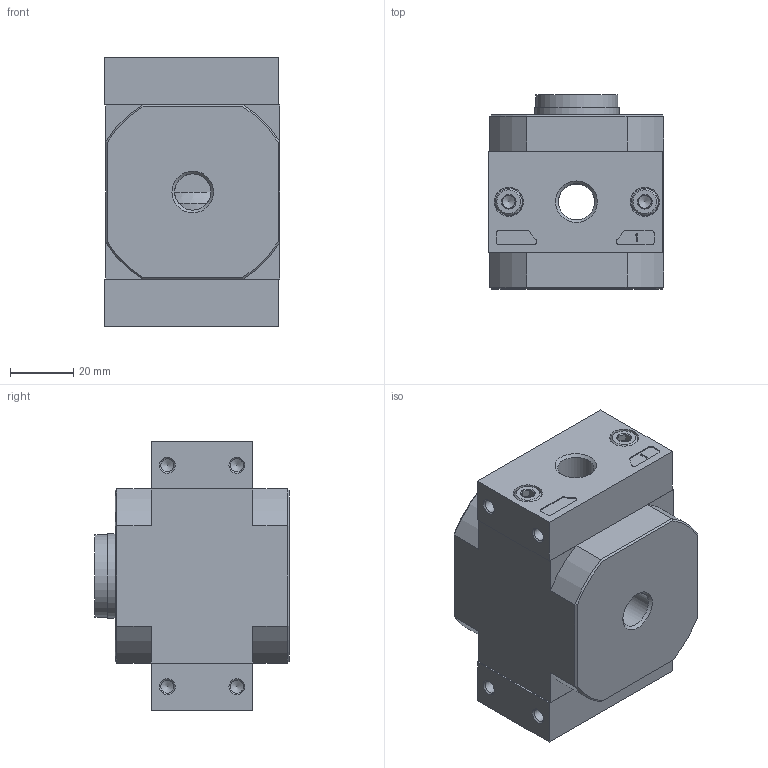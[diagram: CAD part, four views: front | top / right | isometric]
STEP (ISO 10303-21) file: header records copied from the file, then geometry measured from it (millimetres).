
FILE_DESCRIPTION(/* description */ ('STEP AP214'),/* implementation_level */ '2;1');
FILE_NAME(/* name */ '186523_FRM-1_4-D-MIDI',/* time_stamp */ '2024-08-28T18:43:58+02:00',/* author */ ('License CC BY-ND 4.0'),/* organization */ ('CADENAS'),/* preprocessor_version */ 'ST-DEVELOPER v19.3',/* originating_system */ 'PARTsolutions',/* authorisation */ ' ');
FILE_SCHEMA (('AUTOMOTIVE_DESIGN {1 0 10303 214 3 1 1}'));
Length unit declared in the file: millimetre
Products named in the file (8): 186523 FRM-1/4-D-MIDI; 724702 FRM-...-D-MIDI; 369989 LF-D-MIDI; 680242 PBL-1/4-D-MIDI-R---(0) p1; DIN-912 - M5x18(F); 680241 PBL-1/4-D-MIDI-L---(1) p1; DIN-908 G1/2A; 531774 OK-1/2
Assembly tree (11 placements, depth 2):
  186523 FRM-1/4-D-MIDI
    724702 FRM-...-D-MIDI
    369989 LF-D-MIDI  x2
    680242 PBL-1/4-D-MIDI-R---(0) p1
    DIN-912 - M5x18(F)  x4
    680241 PBL-1/4-D-MIDI-L---(1) p1
    DIN-908 G1/2A
    531774 OK-1/2
Bounding box: 55.5 x 61.35 x 85 mm (x, y, z)
Volume: 187477.7 mm3; surface area: 48486.8 mm2
Topology: 11 solids, 11 shells, 340 faces, 732 edges, 441 vertices
Faces by surface type: plane 159, cone 105, cylinder 75, torus 1
Full cylindrical faces by diameter (mm): 4.134 x8, 5 x4, 7.3 x4, 7.5 x2, 8.5 x4, 11.445 x3, 12.4 x1, 15.6 x1, 18.631 x1, 20.955 x1, 21.2 x1, 22 x1, 22.5 x1, 24.9 x1, 26 x1, 26.4 x1, 26.7 x1, 29.7 x1, 30 x1, 30.8 x1, 52 x1
Entity records: 7080 total; most frequent: CARTESIAN_POINT 1203, DIRECTION 1129, ORIENTED_EDGE 916, EDGE_CURVE 458, AXIS2_PLACEMENT_3D 454, FACE_BOUND 369, EDGE_LOOP 361, VERTEX_POINT 335
